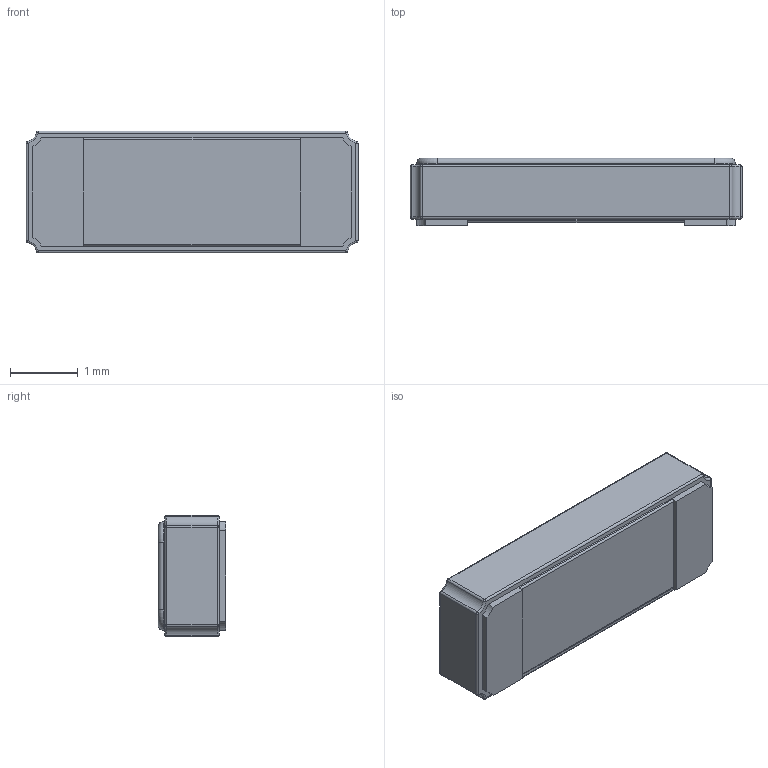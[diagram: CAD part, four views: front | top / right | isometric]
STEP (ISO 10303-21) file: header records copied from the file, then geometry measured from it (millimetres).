
FILE_DESCRIPTION(/* description */ (''),/* implementation_level */ '2;1');
FILE_NAME(/* name */ 'ECS-327-9-39-TR.step',/* time_stamp */ '2020-07-30T12:30:25+02:00',/* author */ (''),/* organization */ (''),/* preprocessor_version */ 'ST-DEVELOPER v18.1',/* originating_system */ 'Autodesk Translation Framework v9.3.0.1241',/* authorisation */ '');
FILE_SCHEMA (('AUTOMOTIVE_DESIGN { 1 0 10303 214 3 1 1 }'));
Length unit declared in the file: millimetre
Products named in the file (1): XTAL-ECX-39
Bounding box: 4.9 x 1 x 1.8 mm (x, y, z)
Volume: 8.2 mm3; surface area: 29.6 mm2
Topology: 1 solids, 1 shells, 162 faces, 405 edges, 246 vertices
Faces by surface type: plane 58, bspline 42, cylinder 34, sphere 16, torus 12
Entity records: 5142 total; most frequent: CARTESIAN_POINT 1520, ORIENTED_EDGE 794, DIRECTION 651, EDGE_CURVE 397, VERTEX_POINT 246, LINE 217, VECTOR 217, AXIS2_PLACEMENT_3D 217
